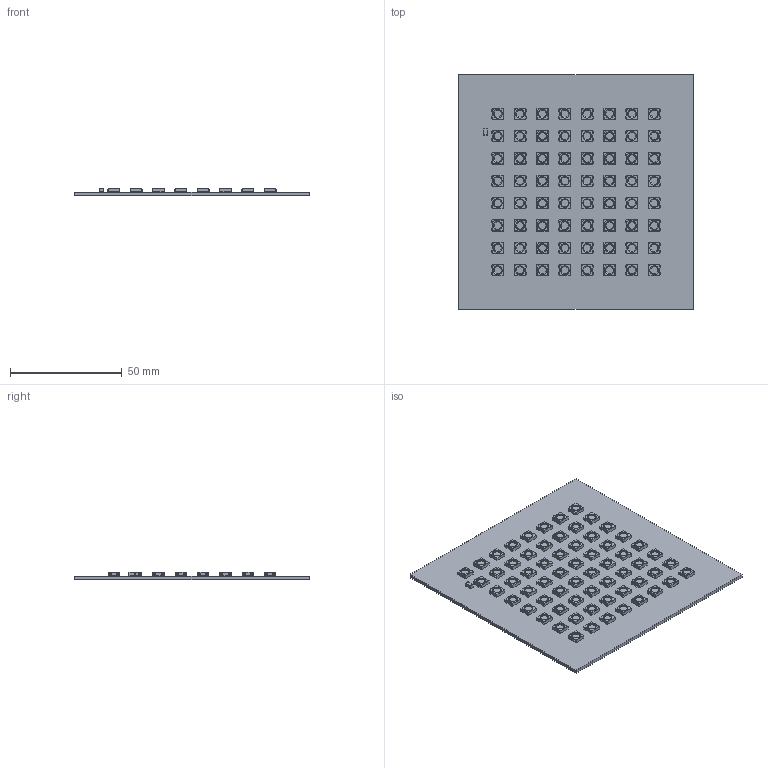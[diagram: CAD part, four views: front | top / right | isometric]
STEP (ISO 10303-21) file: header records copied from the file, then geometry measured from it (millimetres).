
FILE_DESCRIPTION(('KiCad electronic assembly'),'2;1');
FILE_NAME('Neopixel.step','2024-08-04T16:55:20',('Pcbnew'),('Kicad'), 'Open CASCADE STEP processor 7.7','KiCad to STEP converter','Unknown' );
FILE_SCHEMA(('AUTOMOTIVE_DESIGN { 1 0 10303 214 1 1 1 1 }'));
Length unit declared in the file: millimetre
Products named in the file (6): Neopixel 1; LED_WS2812B_PLCC4_5.0x5.0mm_P3.2mm; LED_WS2812B_PLCC4_50x50mm_P32mm; C_1206_3216Metric; Neopixel_PCB
Assembly tree (68 placements, depth 3):
  Neopixel 1
    LED_WS2812B_PLCC4_5.0x5.0mm_P3.2mm  x64
      LED_WS2812B_PLCC4_50x50mm_P32mm
    C_1206_3216Metric
      C_1206_3216Metric
    Neopixel_PCB
Bounding box: 105 x 105 x 3.25 mm (x, y, z)
Volume: 19838.2 mm3; surface area: 28586.8 mm2
Topology: 66 solids, 66 shells, 4386 faces, 12948 edges, 8504 vertices
Faces by surface type: plane 2902, cylinder 1420, cone 64
Full cylindrical faces by diameter (mm): 3.333 x64
Entity records: 4568 total; most frequent: DIRECTION 691, CARTESIAN_POINT 644, ORIENTED_EDGE 570, EDGE_CURVE 285, AXIS2_PLACEMENT_3D 235, LINE 221, VECTOR 221, VERTEX_POINT 188
